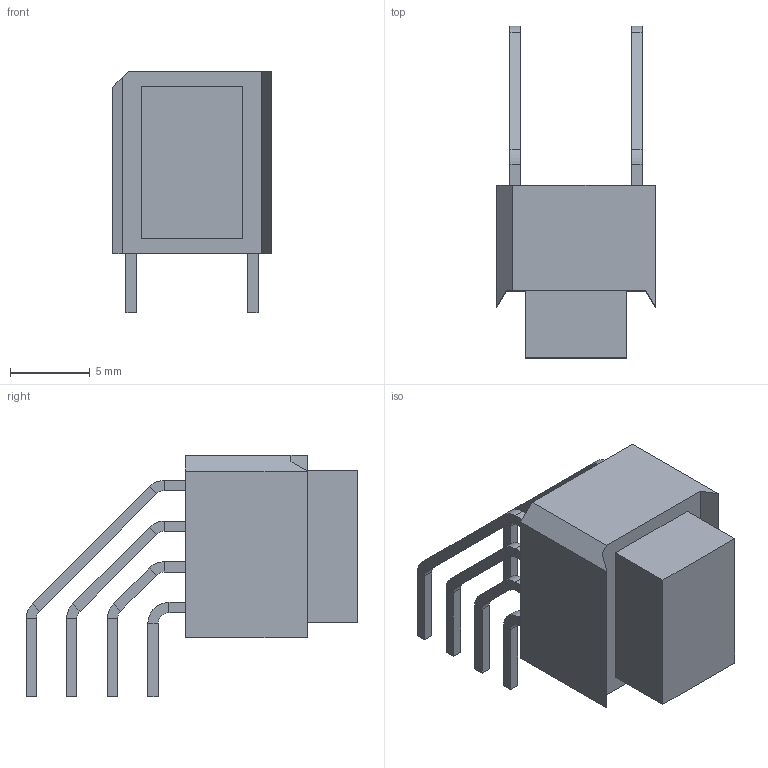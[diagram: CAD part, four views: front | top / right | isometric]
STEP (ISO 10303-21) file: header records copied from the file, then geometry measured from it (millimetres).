
FILE_DESCRIPTION(('FreeCAD Model'),'2;1');
FILE_NAME('Open CASCADE Shape Model','2023-03-02T11:00:14',('Author'),( ''),'Open CASCADE STEP processor 7.6','FreeCAD','Unknown');
FILE_SCHEMA(('AUTOMOTIVE_DESIGN { 1 0 10303 214 1 1 1 1 }'));
Length unit declared in the file: millimetre
Products named in the file (1): Body
Bounding box: 9.91 x 20.76 x 15.11 mm (x, y, z)
Volume: 1046 mm3; surface area: 933.2 mm2
Topology: 1 solids, 1 shells, 166 faces, 353 edges, 198 vertices
Faces by surface type: plane 138, cylinder 28
Entity records: 8972 total; most frequent: CARTESIAN_POINT 1592, DIRECTION 1421, LINE 947, VECTOR 947, ORIENTED_EDGE 706, PCURVE 706, DEFINITIONAL_REPRESENTATION 706, EDGE_CURVE 353
